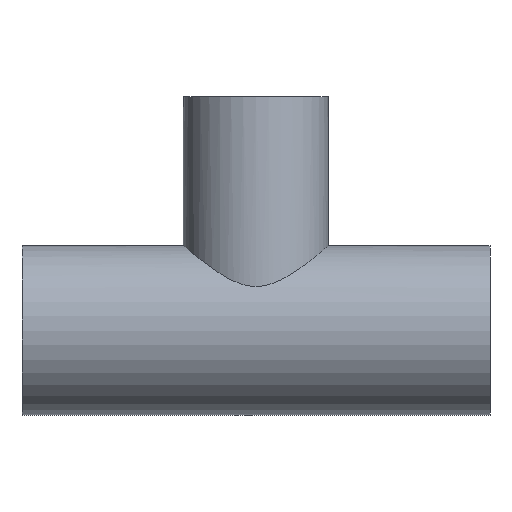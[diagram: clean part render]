
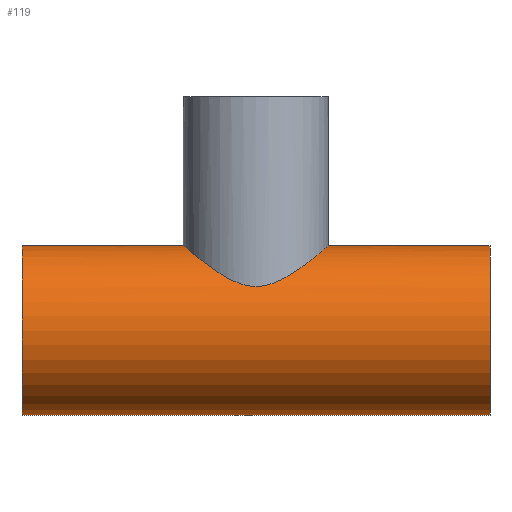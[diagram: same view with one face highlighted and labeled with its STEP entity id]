
A CAD part, front view. The second image highlights one B-rep face of the part: STEP entity #119.
In plain terms, the highlighted cylindrical face has radius 12.7 mm (diameter 25.4 mm), a full revolution.
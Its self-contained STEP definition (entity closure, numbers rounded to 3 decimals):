
#16=FACE_BOUND('',#35,.T.);
#26=FACE_OUTER_BOUND('',#34,.T.);
#34=EDGE_LOOP('',(#96,#97,#98,#99));
#35=EDGE_LOOP('',(#100,#101));
#44=B_SPLINE_CURVE_WITH_KNOTS('',3,(#245,#246,#247,#248,#249,#250,#251,
#252,#253,#254,#255,#256,#257,#258),.UNSPECIFIED.,.F.,.F.,(4,2,2,2,2,2,
4),(0.,0.229,0.457,0.914,1.35,
1.567,1.785),.UNSPECIFIED.);
#45=B_SPLINE_CURVE_WITH_KNOTS('',3,(#259,#260,#261,#262,#263,#264,#265,
#266,#267,#268,#269,#270,#271,#272,#273,#274,#275,#276,#277,#278,#279,#280,
#281,#282,#283,#284,#285,#286,#287,#288,#289,#290,#291,#292,#293,#294,#295,
#296),.UNSPECIFIED.,.F.,.F.,(4,2,2,2,2,2,2,2,2,2,2,2,2,2,2,2,2,2,4),(1.785,
2.002,2.22,2.655,3.112,3.341,
3.57,3.798,4.027,4.484,4.919,
5.137,5.354,5.572,5.789,6.225,
6.682,6.91,7.139),.UNSPECIFIED.);
#48=LINE('',#302,#52);
#52=VECTOR('',#174,12.7);
#56=CIRCLE('',#149,12.7);
#57=CIRCLE('',#150,12.7);
#64=VERTEX_POINT('',#242);
#65=VERTEX_POINT('',#244);
#66=VERTEX_POINT('',#299);
#67=VERTEX_POINT('',#301);
#76=EDGE_CURVE('',#65,#64,#44,.T.);
#77=EDGE_CURVE('',#64,#65,#45,.T.);
#78=EDGE_CURVE('',#66,#66,#56,.T.);
#79=EDGE_CURVE('',#66,#67,#48,.T.);
#80=EDGE_CURVE('',#67,#67,#57,.T.);
#96=ORIENTED_EDGE('',*,*,#78,.F.);
#97=ORIENTED_EDGE('',*,*,#79,.T.);
#98=ORIENTED_EDGE('',*,*,#80,.F.);
#99=ORIENTED_EDGE('',*,*,#79,.F.);
#100=ORIENTED_EDGE('',*,*,#76,.T.);
#101=ORIENTED_EDGE('',*,*,#77,.T.);
#114=CYLINDRICAL_SURFACE('',#148,12.7);
#119=ADVANCED_FACE('',(#26,#16),#114,.T.);
#148=AXIS2_PLACEMENT_3D('',#298,#170,#171);
#149=AXIS2_PLACEMENT_3D('',#300,#172,#173);
#150=AXIS2_PLACEMENT_3D('',#303,#175,#176);
#170=DIRECTION('center_axis',(1.,0.,0.));
#171=DIRECTION('ref_axis',(0.,1.,0.));
#172=DIRECTION('center_axis',(1.,0.,0.));
#173=DIRECTION('ref_axis',(0.,1.,0.));
#174=DIRECTION('',(-1.,0.,0.));
#175=DIRECTION('center_axis',(-1.,0.,0.));
#176=DIRECTION('ref_axis',(0.,1.,0.));
#242=CARTESIAN_POINT('',(-10.85,0.,12.7));
#244=CARTESIAN_POINT('',(0.,-10.85,6.601));
#245=CARTESIAN_POINT('Ctrl Pts',(0.,-10.85,6.601));
#246=CARTESIAN_POINT('Ctrl Pts',(-0.762,-10.85,6.601));
#247=CARTESIAN_POINT('Ctrl Pts',(-1.501,-10.77,6.736));
#248=CARTESIAN_POINT('Ctrl Pts',(-2.921,-10.474,7.187));
#249=CARTESIAN_POINT('Ctrl Pts',(-3.604,-10.258,7.5));
#250=CARTESIAN_POINT('Ctrl Pts',(-5.552,-9.428,8.556));
#251=CARTESIAN_POINT('Ctrl Pts',(-6.722,-8.622,9.401));
#252=CARTESIAN_POINT('Ctrl Pts',(-8.576,-6.768,10.806));
#253=CARTESIAN_POINT('Ctrl Pts',(-9.404,-5.602,11.485));
#254=CARTESIAN_POINT('Ctrl Pts',(-10.258,-3.609,12.197));
#255=CARTESIAN_POINT('Ctrl Pts',(-10.48,-2.904,12.385));
#256=CARTESIAN_POINT('Ctrl Pts',(-10.776,-1.463,12.637));
#257=CARTESIAN_POINT('Ctrl Pts',(-10.85,-0.725,12.7));
#258=CARTESIAN_POINT('Ctrl Pts',(-10.85,0.,12.7));
#259=CARTESIAN_POINT('Ctrl Pts',(-10.85,0.,12.7));
#260=CARTESIAN_POINT('Ctrl Pts',(-10.85,0.725,12.7));
#261=CARTESIAN_POINT('Ctrl Pts',(-10.776,1.463,12.637));
#262=CARTESIAN_POINT('Ctrl Pts',(-10.48,2.904,12.385));
#263=CARTESIAN_POINT('Ctrl Pts',(-10.258,3.609,12.197));
#264=CARTESIAN_POINT('Ctrl Pts',(-9.404,5.602,11.485));
#265=CARTESIAN_POINT('Ctrl Pts',(-8.576,6.768,10.806));
#266=CARTESIAN_POINT('Ctrl Pts',(-6.722,8.622,9.401));
#267=CARTESIAN_POINT('Ctrl Pts',(-5.552,9.428,8.556));
#268=CARTESIAN_POINT('Ctrl Pts',(-3.604,10.258,7.5));
#269=CARTESIAN_POINT('Ctrl Pts',(-2.921,10.474,7.187));
#270=CARTESIAN_POINT('Ctrl Pts',(-1.501,10.77,6.736));
#271=CARTESIAN_POINT('Ctrl Pts',(-0.762,10.85,6.601));
#272=CARTESIAN_POINT('Ctrl Pts',(0.762,10.85,6.601));
#273=CARTESIAN_POINT('Ctrl Pts',(1.501,10.77,6.736));
#274=CARTESIAN_POINT('Ctrl Pts',(2.921,10.474,7.187));
#275=CARTESIAN_POINT('Ctrl Pts',(3.604,10.258,7.5));
#276=CARTESIAN_POINT('Ctrl Pts',(5.552,9.428,8.556));
#277=CARTESIAN_POINT('Ctrl Pts',(6.722,8.622,9.401));
#278=CARTESIAN_POINT('Ctrl Pts',(8.576,6.768,10.806));
#279=CARTESIAN_POINT('Ctrl Pts',(9.404,5.602,11.485));
#280=CARTESIAN_POINT('Ctrl Pts',(10.258,3.609,12.197));
#281=CARTESIAN_POINT('Ctrl Pts',(10.48,2.904,12.385));
#282=CARTESIAN_POINT('Ctrl Pts',(10.776,1.463,12.637));
#283=CARTESIAN_POINT('Ctrl Pts',(10.85,0.725,12.7));
#284=CARTESIAN_POINT('Ctrl Pts',(10.85,-0.725,12.7));
#285=CARTESIAN_POINT('Ctrl Pts',(10.776,-1.463,12.637));
#286=CARTESIAN_POINT('Ctrl Pts',(10.48,-2.904,12.385));
#287=CARTESIAN_POINT('Ctrl Pts',(10.258,-3.609,12.197));
#288=CARTESIAN_POINT('Ctrl Pts',(9.404,-5.602,11.485));
#289=CARTESIAN_POINT('Ctrl Pts',(8.576,-6.768,10.806));
#290=CARTESIAN_POINT('Ctrl Pts',(6.722,-8.622,9.401));
#291=CARTESIAN_POINT('Ctrl Pts',(5.552,-9.428,8.556));
#292=CARTESIAN_POINT('Ctrl Pts',(3.604,-10.258,7.5));
#293=CARTESIAN_POINT('Ctrl Pts',(2.921,-10.474,7.187));
#294=CARTESIAN_POINT('Ctrl Pts',(1.501,-10.77,6.736));
#295=CARTESIAN_POINT('Ctrl Pts',(0.762,-10.85,6.601));
#296=CARTESIAN_POINT('Ctrl Pts',(0.,-10.85,6.601));
#298=CARTESIAN_POINT('Origin',(0.,0.,0.));
#299=CARTESIAN_POINT('',(35.,-12.7,0.));
#300=CARTESIAN_POINT('Origin',(35.,0.,0.));
#301=CARTESIAN_POINT('',(-35.,-12.7,0.));
#302=CARTESIAN_POINT('',(0.,-12.7,0.));
#303=CARTESIAN_POINT('Origin',(-35.,0.,0.));
